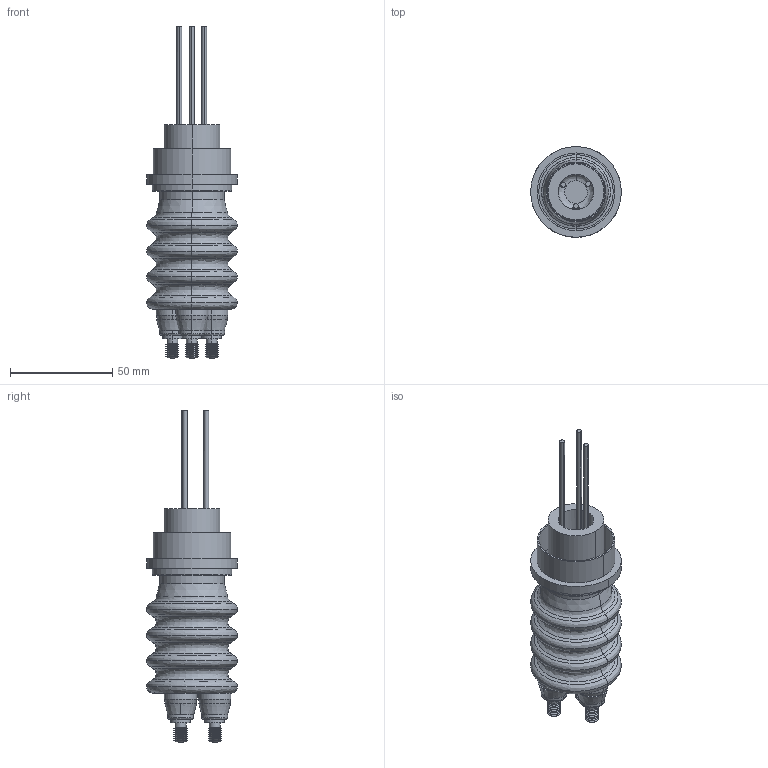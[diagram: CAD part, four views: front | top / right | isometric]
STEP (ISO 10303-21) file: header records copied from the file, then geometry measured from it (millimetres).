
FILE_DESCRIPTION (( 'STEP AP203' ), '1' );
FILE_NAME ('A3882-4-W.STEP', '2013-06-11T13:08:14', ( '' ), ( '' ), 'SwSTEP 2.0', 'SolidWorks 2012', '' );
FILE_SCHEMA (( 'CONFIG_CONTROL_DESIGN' ));
Length unit declared in the file: inch
Products named in the file (1): A3882-4-W
Bounding box: 44.45 x 44.45 x 162.73 mm (x, y, z)
Volume: 76578.2 mm3; surface area: 31030.6 mm2
Topology: 3 solids, 3 shells, 327 faces, 776 edges, 468 vertices
Faces by surface type: cone 166, cylinder 86, bspline 44, plane 31
Entity records: 10813 total; most frequent: CARTESIAN_POINT 3213, DIRECTION 1728, ORIENTED_EDGE 1528, EDGE_CURVE 764, AXIS2_PLACEMENT_3D 738, VERTEX_POINT 462, CIRCLE 454, EDGE_LOOP 350
